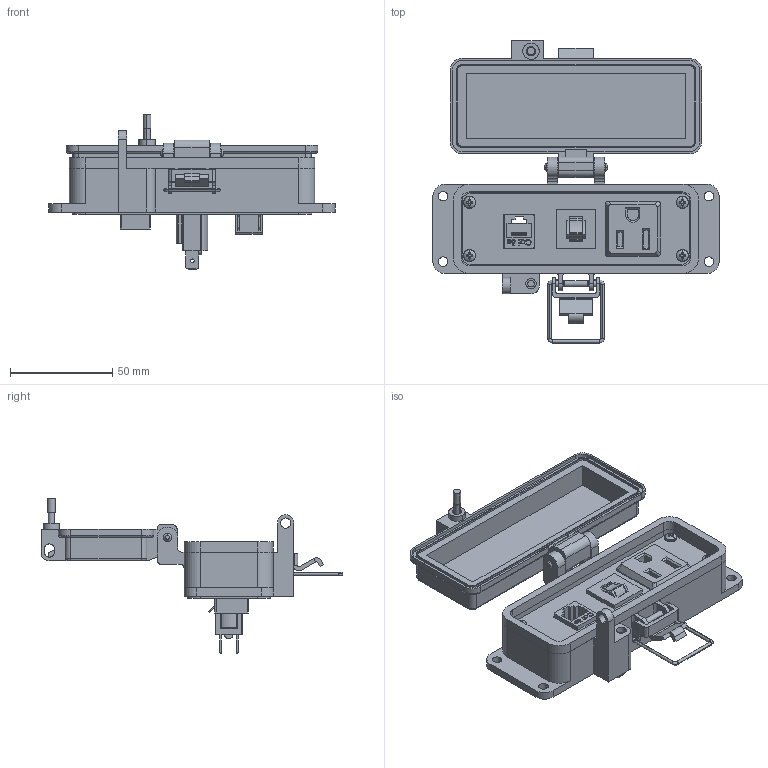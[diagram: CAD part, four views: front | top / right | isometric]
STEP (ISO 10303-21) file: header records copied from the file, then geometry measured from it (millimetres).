
FILE_DESCRIPTION (( 'STEP AP214' ), '1' );
FILE_NAME ('P-R2-H2R3_3D.STEP', '2017-08-30T21:54:53', ( '' ), ( '' ), 'SwSTEP 2.0', 'SolidWorks 2017', '' );
FILE_SCHEMA (( 'AUTOMOTIVE_DESIGN' ));
Length unit declared in the file: millimetre
Products named in the file (11): H-X-H2; R; Z-200-R0SQ; Z-CB-SM; R2; Z-300-RJ45CAT5; P-R2-H2R3_TP; P-R2-H2R3_FP; P-R2-H2R3_BP; P-R2-H2R3_3D; 92005A124_METRIC PAN HEAD PHILLIPS MACHINE SCREW_92005A124
Assembly tree (13 placements, depth 3):
  P-R2-H2R3_3D
    P-R2-H2R3_BP
    P-R2-H2R3_FP
    P-R2-H2R3_TP
    R2
      Z-300-RJ45CAT5
    Z-CB-SM
    R
      Z-200-R0SQ
    H-X-H2
    92005A124_METRIC PAN HEAD PHILLIPS MACHINE SCREW_92005A124  x4
Bounding box: 140 x 147.61 x 76.21 mm (x, y, z)
Volume: 118055.8 mm3; surface area: 90509.1 mm2
Topology: 18 solids, 18 shells, 1836 faces, 5164 edges, 3421 vertices
Faces by surface type: cylinder 847, plane 756, bspline 164, cone 45, torus 16, sphere 8
Entity records: 55834 total; most frequent: CARTESIAN_POINT 18304, ORIENTED_EDGE 7172, DIRECTION 5699, EDGE_CURVE 3586, VERTEX_POINT 2374, LINE 2313, VECTOR 2313, AXIS2_PLACEMENT_3D 1693
